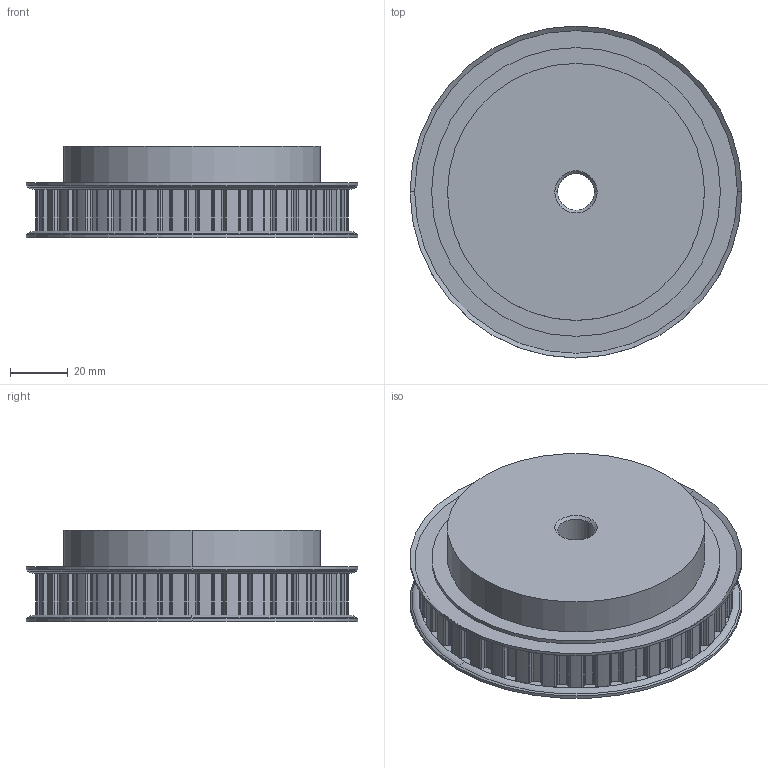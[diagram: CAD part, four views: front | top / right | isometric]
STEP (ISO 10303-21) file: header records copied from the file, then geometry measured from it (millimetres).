
FILE_DESCRIPTION (( 'STEP AP214' ), '1' );
FILE_NAME ('SPB36L050BF-500.STEP', '2015-12-10T15:11:49', ( '' ), ( '' ), 'SwSTEP 2.0', 'SolidWorks 2015', '' );
FILE_SCHEMA (( 'AUTOMOTIVE_DESIGN' ));
Length unit declared in the file: inch
Products named in the file (1): SPB36L050BF-500
Bounding box: 114.81 x 114.81 x 31.75 mm (x, y, z)
Volume: 245268.8 mm3; surface area: 36186.5 mm2
Topology: 1 solids, 1 shells, 349 faces, 1010 edges, 668 vertices
Faces by surface type: cylinder 218, plane 115, cone 12, torus 4
Entity records: 11716 total; most frequent: DIRECTION 2166, CARTESIAN_POINT 2028, ORIENTED_EDGE 2020, EDGE_CURVE 1010, AXIS2_PLACEMENT_3D 806, VERTEX_POINT 668, LINE 554, VECTOR 554
